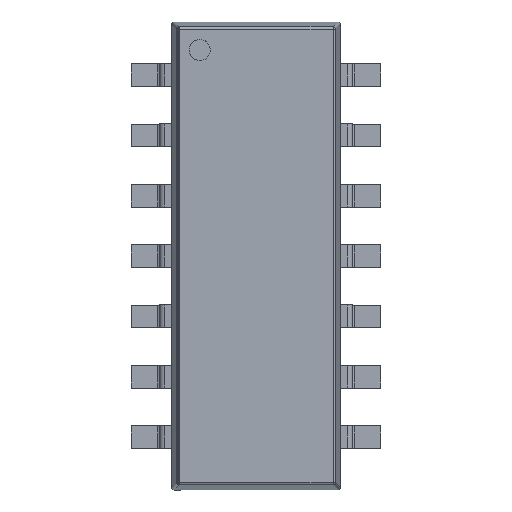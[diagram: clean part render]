
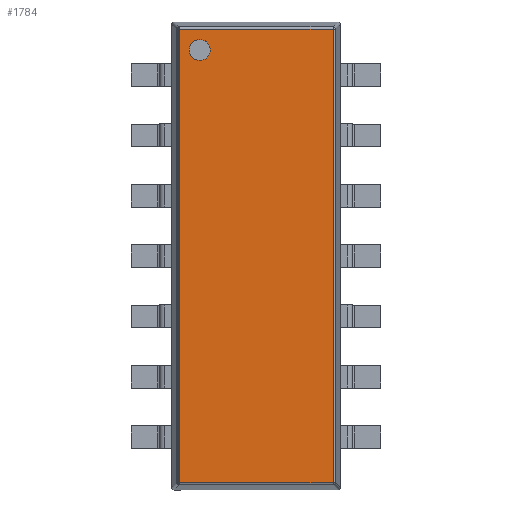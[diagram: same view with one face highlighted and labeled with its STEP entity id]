
A CAD part, top view. The second image highlights one B-rep face of the part: STEP entity #1784.
In plain terms, the highlighted planar face has unit normal (0, 0, 1).
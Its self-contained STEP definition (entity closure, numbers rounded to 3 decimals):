
#55 = AXIS2_PLACEMENT_3D ( 'NONE', #2926, #3639, #1586 ) ;
#80 = FACE_OUTER_BOUND ( 'NONE', #1101, .T. ) ;
#83 = CARTESIAN_POINT ( 'NONE',  ( 0.74, 18.517, 5.33 ) ) ;
#195 = CARTESIAN_POINT ( 'NONE',  ( 0.341, 19.393, 5.33 ) ) ;
#355 = LINE ( 'NONE', #3340, #2939 ) ;
#396 = VERTEX_POINT ( 'NONE', #3835 ) ;
#426 = ORIENTED_EDGE ( 'NONE', *, *, #919, .F. ) ;
#554 = LINE ( 'NONE', #2604, #1722 ) ;
#706 = ORIENTED_EDGE ( 'NONE', *, *, #1519, .T. ) ;
#733 = VERTEX_POINT ( 'NONE', #195 ) ;
#919 = EDGE_CURVE ( 'NONE', #3015, #4380, #2890, .T. ) ;
#954 = FACE_BOUND ( 'NONE', #1124, .T. ) ;
#1101 = EDGE_LOOP ( 'NONE', ( #426, #3648, #4119, #3940 ) ) ;
#1124 = EDGE_LOOP ( 'NONE', ( #706, #4351 ) ) ;
#1192 = DIRECTION ( 'NONE',  ( 0., 0., 1. ) ) ;
#1253 = DIRECTION ( 'NONE',  ( 1., 0., 0. ) ) ;
#1519 = EDGE_CURVE ( 'NONE', #3246, #2133, #3649, .T. ) ;
#1586 = DIRECTION ( 'NONE',  ( 1., 0., 0. ) ) ;
#1599 = EDGE_CURVE ( 'NONE', #396, #3015, #3438, .T. ) ;
#1613 = DIRECTION ( 'NONE',  ( -1., 0., 0. ) ) ;
#1630 = CARTESIAN_POINT ( 'NONE',  ( 6.793, 0.307, 5.33 ) ) ;
#1636 = DIRECTION ( 'NONE',  ( 0., -1., 0. ) ) ;
#1722 = VECTOR ( 'NONE', #1253, 1000. ) ;
#1784 = ADVANCED_FACE ( 'NONE', ( #954, #80 ), #3255, .T. ) ;
#1990 = DIRECTION ( 'NONE',  ( 1., 0., 0. ) ) ;
#1996 = VECTOR ( 'NONE', #1613, 1000. ) ;
#2133 = VERTEX_POINT ( 'NONE', #83 ) ;
#2335 = CIRCLE ( 'NONE', #2940, 0.444 ) ;
#2419 = CARTESIAN_POINT ( 'NONE',  ( 6.793, 0.217, 5.33 ) ) ;
#2517 = EDGE_CURVE ( 'NONE', #733, #396, #554, .T. ) ;
#2604 = CARTESIAN_POINT ( 'NONE',  ( 0.3, 19.393, 5.33 ) ) ;
#2890 = LINE ( 'NONE', #2971, #1996 ) ;
#2926 = CARTESIAN_POINT ( 'NONE',  ( 1.183, 18.517, 5.33 ) ) ;
#2940 = AXIS2_PLACEMENT_3D ( 'NONE', #3368, #4073, #1990 ) ;
#2939 = VECTOR ( 'NONE', #1636, 1000. ) ;
#2971 = CARTESIAN_POINT ( 'NONE',  ( 0.3, 0.307, 5.33 ) ) ;
#3015 = VERTEX_POINT ( 'NONE', #1630 ) ;
#3222 = EDGE_CURVE ( 'NONE', #2133, #3246, #2335, .T. ) ;
#3246 = VERTEX_POINT ( 'NONE', #4463 ) ;
#3255 = PLANE ( 'NONE',  #3943 ) ;
#3292 = CARTESIAN_POINT ( 'NONE',  ( 0., 0., 5.33 ) ) ;
#3340 = CARTESIAN_POINT ( 'NONE',  ( 0.341, 0., 5.33 ) ) ;
#3368 = CARTESIAN_POINT ( 'NONE',  ( 1.183, 18.517, 5.33 ) ) ;
#3438 = LINE ( 'NONE', #2419, #3754 ) ;
#3548 = EDGE_CURVE ( 'NONE', #733, #4380, #355, .T. ) ;
#3639 = DIRECTION ( 'NONE',  ( 0., 0., -1. ) ) ;
#3648 = ORIENTED_EDGE ( 'NONE', *, *, #1599, .F. ) ;
#3649 = CIRCLE ( 'NONE', #55, 0.444 ) ;
#3754 = VECTOR ( 'NONE', #4480, 1000. ) ;
#3835 = CARTESIAN_POINT ( 'NONE',  ( 6.793, 19.393, 5.33 ) ) ;
#3940 = ORIENTED_EDGE ( 'NONE', *, *, #3548, .T. ) ;
#3943 = AXIS2_PLACEMENT_3D ( 'NONE', #3292, #1192, #4283 ) ;
#4073 = DIRECTION ( 'NONE',  ( 0., 0., -1. ) ) ;
#4119 = ORIENTED_EDGE ( 'NONE', *, *, #2517, .F. ) ;
#4283 = DIRECTION ( 'NONE',  ( 1., 0., 0. ) ) ;
#4351 = ORIENTED_EDGE ( 'NONE', *, *, #3222, .T. ) ;
#4380 = VERTEX_POINT ( 'NONE', #4421 ) ;
#4421 = CARTESIAN_POINT ( 'NONE',  ( 0.341, 0.307, 5.33 ) ) ;
#4463 = CARTESIAN_POINT ( 'NONE',  ( 1.627, 18.517, 5.33 ) ) ;
#4480 = DIRECTION ( 'NONE',  ( 0., -1., 0. ) ) ;
